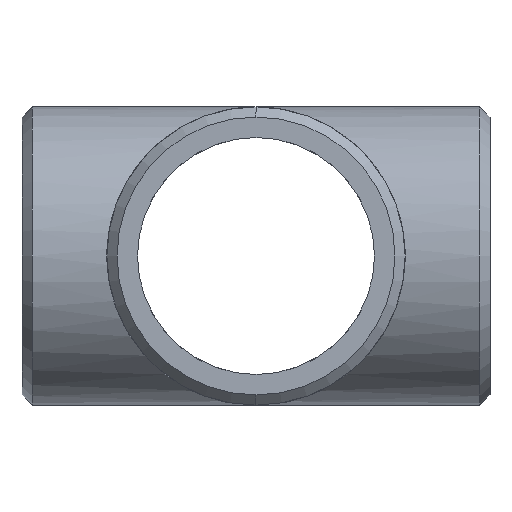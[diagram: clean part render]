
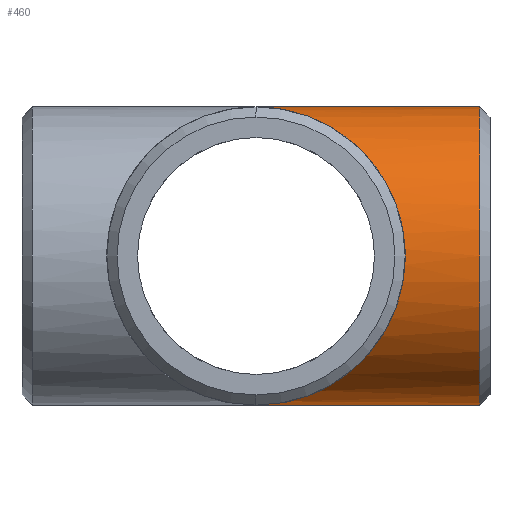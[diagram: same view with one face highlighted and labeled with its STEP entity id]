
A CAD part, left-side view. The second image highlights one B-rep face of the part: STEP entity #460.
In plain terms, the highlighted cylindrical face has radius 161.925 mm (diameter 323.85 mm), a partial arc.
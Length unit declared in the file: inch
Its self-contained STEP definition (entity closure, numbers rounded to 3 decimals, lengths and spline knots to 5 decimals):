
#26 = CARTESIAN_POINT ( 'NONE',  ( 0., -9.56267, 6.375 ) ) ;
#27 = ORIENTED_EDGE ( 'NONE', *, *, #270, .T. ) ;
#53 = CARTESIAN_POINT ( 'NONE',  ( -12.75, -12.75, 6.375 ) ) ;
#97 = VERTEX_POINT ( 'NONE', #699 ) ;
#119 = LINE ( 'NONE', #544, #661 ) ;
#123 = CIRCLE ( 'NONE', #235, 6.375 ) ;
#153 = DIRECTION ( 'NONE',  ( 0., 0., -1. ) ) ;
#194 = AXIS2_PLACEMENT_3D ( 'NONE', #335, #348, #153 ) ;
#200 = CARTESIAN_POINT ( 'NONE',  ( 0., 0., 6.375 ) ) ;
#202 =( BOUNDED_CURVE ( )  B_SPLINE_CURVE ( 3, ( #538, #488, #53, #598 ),
 .UNSPECIFIED., .F., .T. ) 
 B_SPLINE_CURVE_WITH_KNOTS ( ( 4, 4 ),
 ( 4.71239, 7.85398 ),
 .UNSPECIFIED. ) 
 CURVE ( )  GEOMETRIC_REPRESENTATION_ITEM ( )  RATIONAL_B_SPLINE_CURVE ( ( 1., 0.333, 0.333, 1. ) ) 
 REPRESENTATION_ITEM ( '' )  );
#235 = AXIS2_PLACEMENT_3D ( 'NONE', #266, #570, #801 ) ;
#238 = ORIENTED_EDGE ( 'NONE', *, *, #579, .T. ) ;
#251 = CARTESIAN_POINT ( 'NONE',  ( 0., -10., -6.375 ) ) ;
#263 = DIRECTION ( 'NONE',  ( 0., 1., 0. ) ) ;
#266 = CARTESIAN_POINT ( 'NONE',  ( 0., -9.56267, 0. ) ) ;
#270 = EDGE_CURVE ( 'NONE', #97, #802, #123, .T. ) ;
#271 = CYLINDRICAL_SURFACE ( 'NONE', #194, 6.375 ) ;
#277 = EDGE_CURVE ( 'NONE', #97, #429, #507, .T. ) ;
#281 = VERTEX_POINT ( 'NONE', #200 ) ;
#335 = CARTESIAN_POINT ( 'NONE',  ( 0., -10., 0. ) ) ;
#348 = DIRECTION ( 'NONE',  ( 0., 1., 0. ) ) ;
#356 = ORIENTED_EDGE ( 'NONE', *, *, #277, .F. ) ;
#363 = VECTOR ( 'NONE', #263, 39.37008 ) ;
#420 = DIRECTION ( 'NONE',  ( 0., 1., 0. ) ) ;
#429 = VERTEX_POINT ( 'NONE', #763 ) ;
#460 = ADVANCED_FACE ( 'NONE', ( #705 ), #271, .T. ) ;
#488 = CARTESIAN_POINT ( 'NONE',  ( -12.75, -12.75, -6.375 ) ) ;
#507 = LINE ( 'NONE', #251, #363 ) ;
#532 = ORIENTED_EDGE ( 'NONE', *, *, #682, .F. ) ;
#538 = CARTESIAN_POINT ( 'NONE',  ( 0., 0., -6.375 ) ) ;
#544 = CARTESIAN_POINT ( 'NONE',  ( 0., -10., 6.375 ) ) ;
#570 = DIRECTION ( 'NONE',  ( 0., 1., 0. ) ) ;
#579 = EDGE_CURVE ( 'NONE', #802, #281, #119, .T. ) ;
#598 = CARTESIAN_POINT ( 'NONE',  ( 0., 0., 6.375 ) ) ;
#661 = VECTOR ( 'NONE', #420, 39.37008 ) ;
#667 = EDGE_LOOP ( 'NONE', ( #27, #238, #532, #356 ) ) ;
#682 = EDGE_CURVE ( 'NONE', #429, #281, #202, .T. ) ;
#699 = CARTESIAN_POINT ( 'NONE',  ( 0., -9.56267, -6.375 ) ) ;
#705 = FACE_OUTER_BOUND ( 'NONE', #667, .T. ) ;
#763 = CARTESIAN_POINT ( 'NONE',  ( 0., 0., -6.375 ) ) ;
#801 = DIRECTION ( 'NONE',  ( 0., 0., -1. ) ) ;
#802 = VERTEX_POINT ( 'NONE', #26 ) ;
